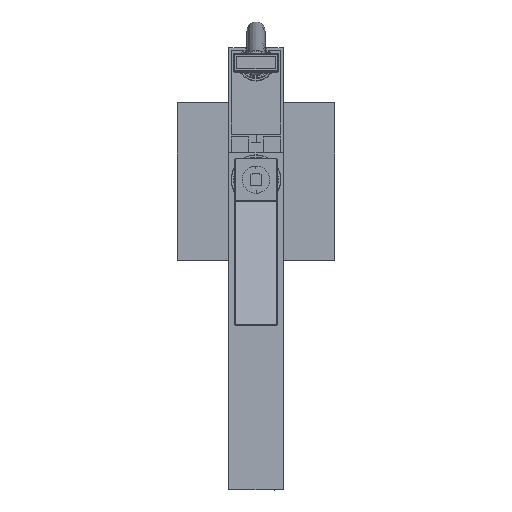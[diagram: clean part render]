
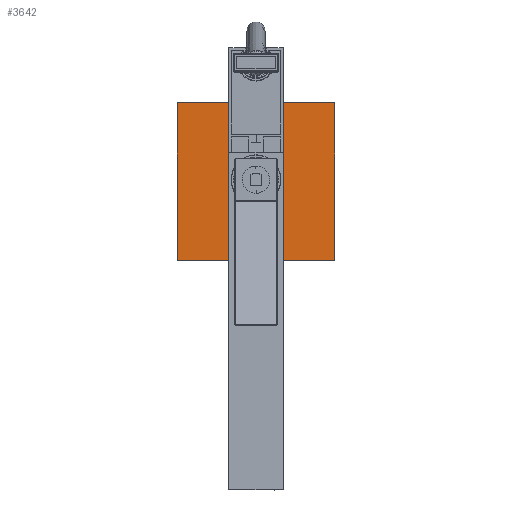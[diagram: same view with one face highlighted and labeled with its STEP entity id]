
A CAD part, top view. The second image highlights one B-rep face of the part: STEP entity #3642.
In plain terms, the highlighted planar face has unit normal (0, 0, 1).
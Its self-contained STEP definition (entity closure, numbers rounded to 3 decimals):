
#3642=ADVANCED_FACE('',(#8416),#60204,.T.);
#8416=FACE_OUTER_BOUND('',#13168,.T.);
#13168=EDGE_LOOP('',(#30895,#30896,#30897,#30898));
#30895=ORIENTED_EDGE('',*,*,#40926,.F.);
#30896=ORIENTED_EDGE('',*,*,#40923,.F.);
#30897=ORIENTED_EDGE('',*,*,#40920,.F.);
#30898=ORIENTED_EDGE('',*,*,#40916,.F.);
#40916=EDGE_CURVE('',#56291,#56292,#45728,.T.);
#40920=EDGE_CURVE('',#56292,#56295,#45732,.T.);
#40923=EDGE_CURVE('',#56295,#56297,#45735,.T.);
#40926=EDGE_CURVE('',#56297,#56291,#45738,.T.);
#45728=B_SPLINE_CURVE_WITH_KNOTS('',1,(#151407,#151408),.UNSPECIFIED.,.F.,
 .F.,(2,2),(-520.,-390.),.UNSPECIFIED.);
#45732=B_SPLINE_CURVE_WITH_KNOTS('',1,(#151415,#151416),.UNSPECIFIED.,.F.,
 .F.,(2,2),(-390.,-260.),.UNSPECIFIED.);
#45735=B_SPLINE_CURVE_WITH_KNOTS('',1,(#151421,#151422),.UNSPECIFIED.,.F.,
 .F.,(2,2),(-260.,-130.),.UNSPECIFIED.);
#45738=B_SPLINE_CURVE_WITH_KNOTS('',1,(#151427,#151428),.UNSPECIFIED.,.F.,
 .F.,(2,2),(-130.,0.),.UNSPECIFIED.);
#56291=VERTEX_POINT('',#151399);
#56292=VERTEX_POINT('',#151400);
#56295=VERTEX_POINT('',#151403);
#56297=VERTEX_POINT('',#151405);
#60204=PLANE('',#63961);
#63961=AXIS2_PLACEMENT_3D('',#151397,#66756,$);
#66756=DIRECTION('',(0.,0.,1.));
#151397=CARTESIAN_POINT('',(-8.5,20.449,-419.449));
#151399=CARTESIAN_POINT('',(-138.5,20.449,-419.449));
#151400=CARTESIAN_POINT('',(-138.5,150.449,-419.449));
#151403=CARTESIAN_POINT('',(-8.5,150.449,-419.449));
#151405=CARTESIAN_POINT('',(-8.5,20.449,-419.449));
#151407=CARTESIAN_POINT('',(-138.5,20.449,-419.449));
#151408=CARTESIAN_POINT('',(-138.5,150.449,-419.449));
#151415=CARTESIAN_POINT('',(-138.5,150.449,-419.449));
#151416=CARTESIAN_POINT('',(-8.5,150.449,-419.449));
#151421=CARTESIAN_POINT('',(-8.5,150.449,-419.449));
#151422=CARTESIAN_POINT('',(-8.5,20.449,-419.449));
#151427=CARTESIAN_POINT('',(-8.5,20.449,-419.449));
#151428=CARTESIAN_POINT('',(-138.5,20.449,-419.449));
